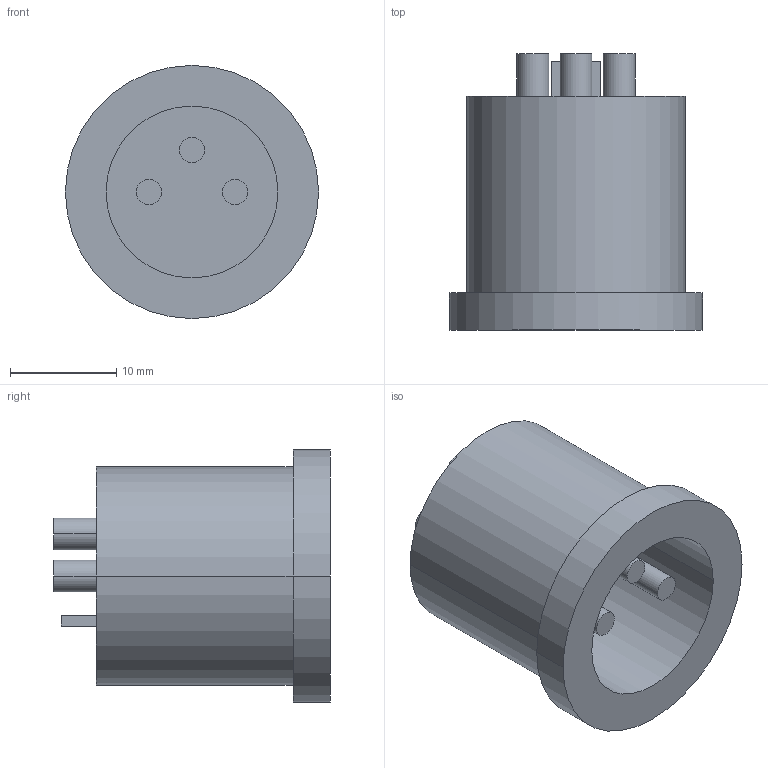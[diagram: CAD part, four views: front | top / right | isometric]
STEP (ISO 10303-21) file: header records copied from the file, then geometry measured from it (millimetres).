
FILE_DESCRIPTION((''),'2;1');
FILE_NAME('D-NC3MPR-HD-BODY','2010-09-07T',('odo'),(''),'PRO/ENGINEER BY PARAMETRIC TECHNOLOGY CORPORATION, 2009220','PRO/ENGINEER BY PARAMETRIC TECHNOLOGY CORPORATION, 2009220','');
FILE_SCHEMA(('AUTOMOTIVE_DESIGN_CC2 { 1 2 10303 214 -1 1 5 2 }'));
Length unit declared in the file: millimetre
Products named in the file (1): D-NC3MPR-HD-BODY
Bounding box: 23.8 x 26 x 23.8 mm (x, y, z)
Volume: 4960.6 mm3; surface area: 3572.9 mm2
Topology: 1 solids, 1 shells, 42 faces, 84 edges, 56 vertices
Faces by surface type: cylinder 24, plane 18
Entity records: 1339 total; most frequent: DIRECTION 216, COLOUR_RGB 209, CARTESIAN_POINT 182, ORIENTED_EDGE 168, AXIS2_PLACEMENT_3D 90, EDGE_CURVE 84, VERTEX_POINT 56, EDGE_LOOP 54
